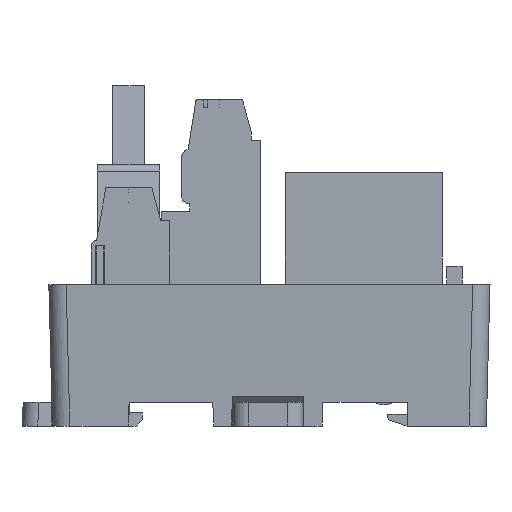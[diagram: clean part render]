
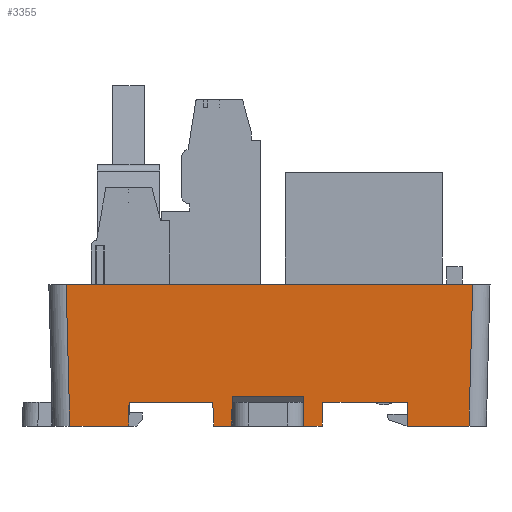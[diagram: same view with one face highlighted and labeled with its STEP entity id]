
A CAD part, left-side view. The second image highlights one B-rep face of the part: STEP entity #3355.
In plain terms, the highlighted planar face has unit normal (-1, 0, -0.026).
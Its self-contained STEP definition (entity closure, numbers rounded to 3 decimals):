
#2030=FACE_OUTER_BOUND('',#6551,.T.);
#3355=ADVANCED_FACE('',(#2030),#4638,.T.);
#4638=PLANE('',#27355);
#6551=EDGE_LOOP('',(#15580,#15581,#15582,#15583,#15584,#15585,#15586,#15587,
#15588,#15589,#15590,#15591,#15592,#15593,#15594,#15595));
#8511=LINE('',#38399,#11371);
#8512=LINE('',#38401,#11372);
#8516=LINE('',#38409,#11376);
#8517=LINE('',#38411,#11377);
#8520=LINE('',#38417,#11380);
#8524=LINE('',#38424,#11384);
#8526=LINE('',#38428,#11386);
#8529=LINE('',#38434,#11389);
#8530=LINE('',#38436,#11390);
#8539=LINE('',#38456,#11399);
#8551=LINE('',#38477,#11411);
#8552=LINE('',#38478,#11412);
#8553=LINE('',#38480,#11413);
#8580=LINE('',#38599,#11440);
#8581=LINE('',#38603,#11441);
#8582=LINE('',#38605,#11442);
#11371=VECTOR('',#30395,1.);
#11372=VECTOR('',#30398,1.);
#11376=VECTOR('',#30404,1.);
#11377=VECTOR('',#30407,1.);
#11380=VECTOR('',#30412,1.);
#11384=VECTOR('',#30418,1.);
#11386=VECTOR('',#30422,1.);
#11389=VECTOR('',#30427,1.);
#11390=VECTOR('',#30430,1.);
#11399=VECTOR('',#30445,1.);
#11411=VECTOR('',#30467,1.);
#11412=VECTOR('',#30468,1.);
#11413=VECTOR('',#30471,1.);
#11440=VECTOR('',#30604,1.);
#11441=VECTOR('',#30609,1.);
#11442=VECTOR('',#30610,1.);
#15580=ORIENTED_EDGE('',*,*,#24117,.T.);
#15581=ORIENTED_EDGE('',*,*,#24106,.T.);
#15582=ORIENTED_EDGE('',*,*,#24186,.T.);
#15583=ORIENTED_EDGE('',*,*,#24188,.F.);
#15584=ORIENTED_EDGE('',*,*,#24189,.T.);
#15585=ORIENTED_EDGE('',*,*,#24131,.T.);
#15586=ORIENTED_EDGE('',*,*,#24105,.F.);
#15587=ORIENTED_EDGE('',*,*,#24130,.T.);
#15588=ORIENTED_EDGE('',*,*,#24102,.F.);
#15589=ORIENTED_EDGE('',*,*,#24100,.T.);
#15590=ORIENTED_EDGE('',*,*,#24096,.F.);
#15591=ORIENTED_EDGE('',*,*,#24093,.T.);
#15592=ORIENTED_EDGE('',*,*,#24092,.F.);
#15593=ORIENTED_EDGE('',*,*,#24088,.T.);
#15594=ORIENTED_EDGE('',*,*,#24087,.T.);
#15595=ORIENTED_EDGE('',*,*,#24129,.T.);
#21416=VERTEX_POINT('',#38396);
#21417=VERTEX_POINT('',#38398);
#21418=VERTEX_POINT('',#38402);
#21419=VERTEX_POINT('',#38406);
#21421=VERTEX_POINT('',#38412);
#21423=VERTEX_POINT('',#38418);
#21424=VERTEX_POINT('',#38423);
#21425=VERTEX_POINT('',#38427);
#21426=VERTEX_POINT('',#38431);
#21427=VERTEX_POINT('',#38433);
#21428=VERTEX_POINT('',#38437);
#21429=VERTEX_POINT('',#38438);
#21434=VERTEX_POINT('',#38453);
#21440=VERTEX_POINT('',#38481);
#21479=VERTEX_POINT('',#38600);
#21480=VERTEX_POINT('',#38604);
#24087=EDGE_CURVE('',#21416,#21417,#8511,.T.);
#24088=EDGE_CURVE('',#21418,#21416,#8512,.T.);
#24092=EDGE_CURVE('',#21418,#21419,#8516,.T.);
#24093=EDGE_CURVE('',#21421,#21419,#8517,.T.);
#24096=EDGE_CURVE('',#21421,#21423,#8520,.T.);
#24100=EDGE_CURVE('',#21424,#21423,#8524,.T.);
#24102=EDGE_CURVE('',#21424,#21425,#8526,.T.);
#24105=EDGE_CURVE('',#21427,#21426,#8529,.T.);
#24106=EDGE_CURVE('',#21428,#21429,#8530,.T.);
#24117=EDGE_CURVE('',#21434,#21428,#8539,.T.);
#24129=EDGE_CURVE('',#21417,#21434,#8551,.T.);
#24130=EDGE_CURVE('',#21427,#21425,#8552,.T.);
#24131=EDGE_CURVE('',#21440,#21426,#8553,.T.);
#24186=EDGE_CURVE('',#21429,#21479,#8580,.T.);
#24188=EDGE_CURVE('',#21480,#21479,#8581,.T.);
#24189=EDGE_CURVE('',#21480,#21440,#8582,.T.);
#27355=AXIS2_PLACEMENT_3D('',#38606,#30611,#30612);
#30395=DIRECTION('',(-0.026,-0.035,0.999));
#30398=DIRECTION('',(0.,-1.,0.));
#30404=DIRECTION('',(-0.026,0.009,1.));
#30407=DIRECTION('',(0.,-1.,0.));
#30412=DIRECTION('',(0.026,0.009,-1.));
#30418=DIRECTION('',(0.,-1.,0.));
#30422=DIRECTION('',(-0.026,0.035,0.999));
#30427=DIRECTION('',(0.026,0.017,-1.));
#30430=DIRECTION('',(0.,-1.,0.));
#30445=DIRECTION('',(0.026,-0.017,-1.));
#30467=DIRECTION('',(0.,-1.,0.));
#30468=DIRECTION('',(0.,-1.,0.));
#30471=DIRECTION('',(0.,-1.,0.));
#30604=DIRECTION('',(-0.026,-0.026,0.999));
#30609=DIRECTION('',(0.,-1.,0.));
#30610=DIRECTION('',(0.026,-0.026,-0.999));
#30611=DIRECTION('',(-1.,0.,-0.026));
#30612=DIRECTION('',(0.026,0.,-1.));
#38396=CARTESIAN_POINT('',(-427.493,93.305,-18.));
#38398=CARTESIAN_POINT('',(-427.572,93.2,-15.));
#38399=CARTESIAN_POINT('',(-427.958,92.685,-0.247));
#38401=CARTESIAN_POINT('',(-427.493,100.2,-18.));
#38402=CARTESIAN_POINT('',(-427.493,95.624,-18.));
#38406=CARTESIAN_POINT('',(-427.591,95.656,-14.274));
#38409=CARTESIAN_POINT('',(-427.965,95.781,0.032));
#38411=CARTESIAN_POINT('',(-427.591,-109.245,-14.274));
#38412=CARTESIAN_POINT('',(-427.591,104.744,-14.274));
#38417=CARTESIAN_POINT('',(-427.966,104.619,0.04));
#38418=CARTESIAN_POINT('',(-427.493,104.776,-18.));
#38423=CARTESIAN_POINT('',(-427.493,107.095,-18.));
#38424=CARTESIAN_POINT('',(-427.493,100.2,-18.));
#38427=CARTESIAN_POINT('',(-427.572,107.2,-15.));
#38428=CARTESIAN_POINT('',(-427.54,107.158,-16.202));
#38431=CARTESIAN_POINT('',(-427.493,117.902,-18.));
#38433=CARTESIAN_POINT('',(-427.572,117.85,-15.));
#38434=CARTESIAN_POINT('',(-427.54,117.871,-16.204));
#38436=CARTESIAN_POINT('',(-427.493,99.7,-18.));
#38437=CARTESIAN_POINT('',(-427.493,82.398,-18.));
#38438=CARTESIAN_POINT('',(-427.493,74.621,-18.));
#38453=CARTESIAN_POINT('',(-427.572,82.45,-15.));
#38456=CARTESIAN_POINT('',(-427.972,82.717,0.294));
#38477=CARTESIAN_POINT('',(-427.572,100.2,-15.));
#38478=CARTESIAN_POINT('',(-427.572,100.2,-15.));
#38480=CARTESIAN_POINT('',(-427.493,100.2,-18.));
#38481=CARTESIAN_POINT('',(-427.493,125.379,-18.));
#38599=CARTESIAN_POINT('',(-427.947,74.167,-0.66));
#38600=CARTESIAN_POINT('',(-427.964,74.149,0.));
#38603=CARTESIAN_POINT('',(-427.964,99.7,0.));
#38604=CARTESIAN_POINT('',(-427.964,125.851,0.));
#38605=CARTESIAN_POINT('',(-427.947,125.833,-0.66));
#38606=CARTESIAN_POINT('',(-427.964,99.7,-0.003));
